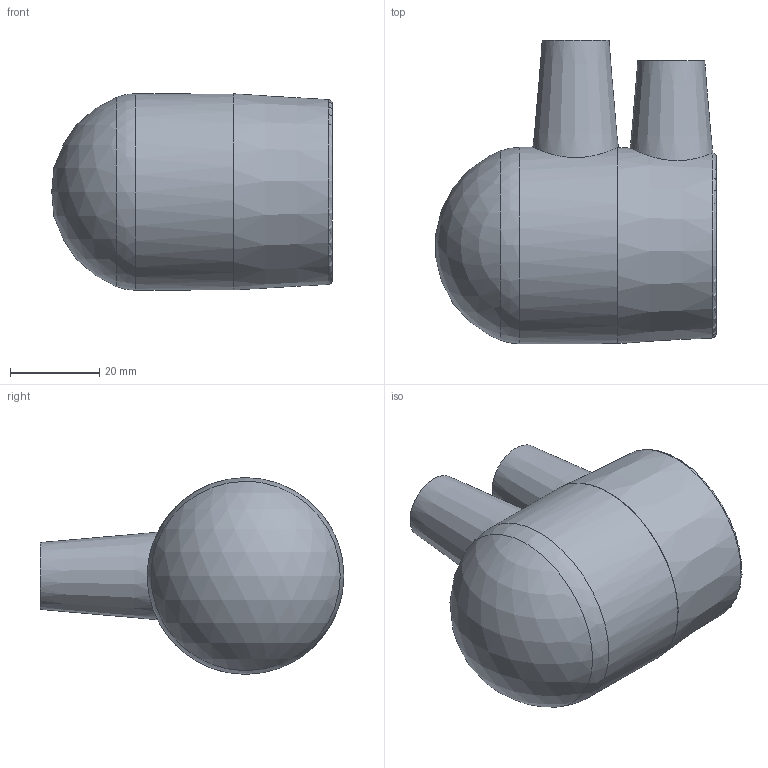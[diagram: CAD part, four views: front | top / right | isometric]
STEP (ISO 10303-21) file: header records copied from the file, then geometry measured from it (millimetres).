
FILE_DESCRIPTION(/* description */ ('PLASSON END CAP MONOLITHIC 32'),/* implementation_level */ '2;1');
FILE_NAME(/* name */ '494204032.ipt.stp',/* time_stamp */ '2017-11-06T09:17:06+02:00',/* author */ ('Кирилл'),/* organization */ (''),/* preprocessor_version */ 'ST-DEVELOPER v15.6',/* originating_system */ 'Autodesk Inventor 2015',/* authorisation */ '');
FILE_SCHEMA (('AUTOMOTIVE_DESIGN { 1 0 10303 214 3 1 1 }'));
Length unit declared in the file: millimetre
Products named in the file (1): 494204032
Bounding box: 62.83 x 68 x 44 mm (x, y, z)
Volume: 49647.8 mm3; surface area: 18501.9 mm2
Topology: 1 solids, 1 shells, 48 faces, 107 edges, 67 vertices
Faces by surface type: plane 24, cylinder 8, torus 7, cone 6, sphere 2, bspline 1
Full cylindrical faces by diameter (mm): 4 x2, 10 x2, 32 x2, 44 x1
Entity records: 1314 total; most frequent: CARTESIAN_POINT 337, DIRECTION 212, ORIENTED_EDGE 168, AXIS2_PLACEMENT_3D 96, EDGE_CURVE 84, EDGE_LOOP 67, VERTEX_POINT 59, CIRCLE 49
